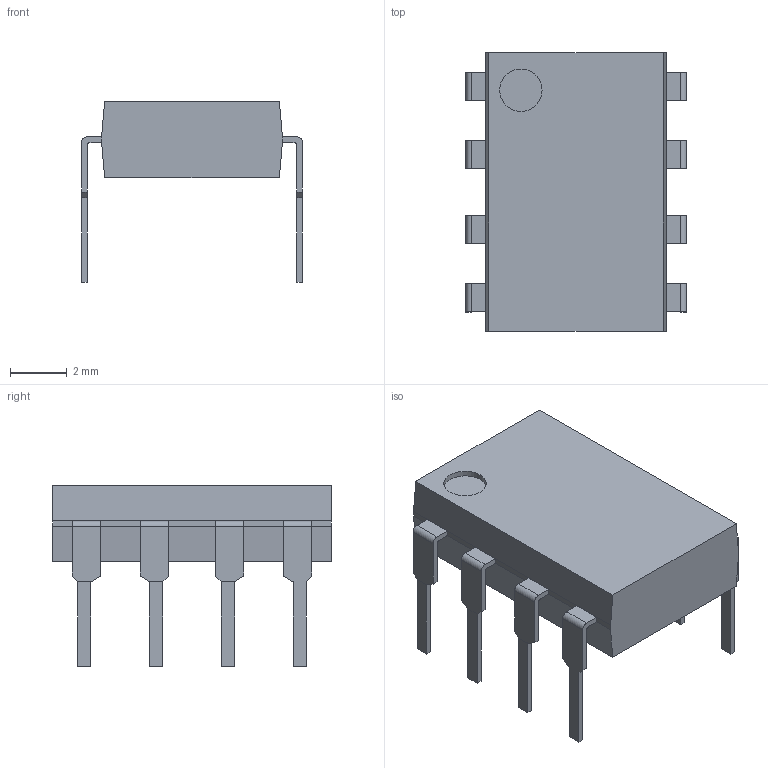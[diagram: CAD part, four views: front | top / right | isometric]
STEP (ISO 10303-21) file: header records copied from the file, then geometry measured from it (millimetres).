
FILE_DESCRIPTION(/* description */ (''),/* implementation_level */ '2;1');
FILE_NAME(/* name */ 'PANASONIC_AQW21(DIP).stp',/* time_stamp */ '2017-09-27T09:22:39+02:00',/* author */ ('jchouvet'),/* organization */ (''),/* preprocessor_version */ 'ST-DEVELOPER v16.1',/* originating_system */ 'AutoCAD Mechanical',/* authorisation */ '');
FILE_SCHEMA (('AUTOMOTIVE_DESIGN { 1 0 10303 214 3 1 1 }'));
Length unit declared in the file: millimetre
Products named in the file (1): Product
Bounding box: 7.82 x 9.86 x 6.4 mm (x, y, z)
Volume: 173.6 mm3; surface area: 295.5 mm2
Topology: 15 solids, 15 shells, 152 faces, 364 edges, 243 vertices
Faces by surface type: plane 135, cylinder 17
Full cylindrical faces by diameter (mm): 1.5 x1
Entity records: 4361 total; most frequent: CARTESIAN_POINT 757, ORIENTED_EDGE 724, DIRECTION 702, EDGE_CURVE 362, LINE 328, VECTOR 328, VERTEX_POINT 242, AXIS2_PLACEMENT_3D 187
